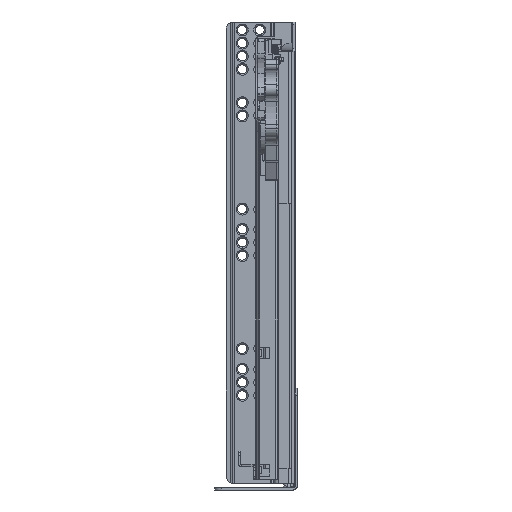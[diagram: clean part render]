
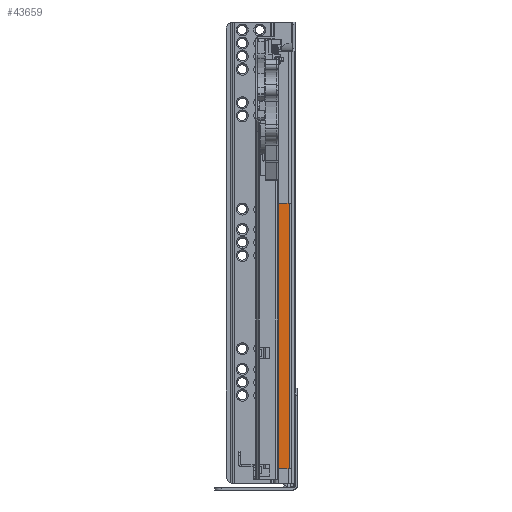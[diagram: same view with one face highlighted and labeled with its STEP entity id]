
A CAD part, left-side view. The second image highlights one B-rep face of the part: STEP entity #43659.
In plain terms, the highlighted planar face has unit normal (-1, 0, 0).
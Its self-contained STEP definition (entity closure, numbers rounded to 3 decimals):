
#1666 = CARTESIAN_POINT ( 'NONE',  ( -44.05, 5838.67, -307. ) ) ;
#4548 = DIRECTION ( 'NONE',  ( 1., 0., 0. ) ) ;
#7709 = LINE ( 'NONE', #75083, #44565 ) ;
#15274 = DIRECTION ( 'NONE',  ( 0., 0., 1. ) ) ;
#19923 = CARTESIAN_POINT ( 'NONE',  ( -44.05, -15.591, -307. ) ) ;
#26455 = DIRECTION ( 'NONE',  ( 0., -1., 0. ) ) ;
#26614 = VECTOR ( 'NONE', #26455, 1000. ) ;
#27769 = ORIENTED_EDGE ( 'NONE', *, *, #67714, .F. ) ;
#28617 = LINE ( 'NONE', #39599, #26614 ) ;
#33855 = VERTEX_POINT ( 'NONE', #19923 ) ;
#38113 = EDGE_CURVE ( 'NONE', #33855, #48367, #142301, .T. ) ;
#38616 = EDGE_CURVE ( 'NONE', #48367, #84702, #92941, .T. ) ;
#39599 = CARTESIAN_POINT ( 'NONE',  ( -44.05, 5838.67, -124.5 ) ) ;
#43659 = ADVANCED_FACE ( 'NONE', ( #99334 ), #102066, .F. ) ;
#44565 = VECTOR ( 'NONE', #74381, 1000. ) ;
#48367 = VERTEX_POINT ( 'NONE', #116809 ) ;
#57407 = EDGE_CURVE ( 'NONE', #33855, #131866, #7709, .T. ) ;
#58813 = VECTOR ( 'NONE', #15274, 1000. ) ;
#59614 = ORIENTED_EDGE ( 'NONE', *, *, #57407, .F. ) ;
#67714 = EDGE_CURVE ( 'NONE', #131866, #84702, #28617, .T. ) ;
#71976 = DIRECTION ( 'NONE',  ( 0., -1., 0. ) ) ;
#73594 = ORIENTED_EDGE ( 'NONE', *, *, #38113, .T. ) ;
#74381 = DIRECTION ( 'NONE',  ( 0., 0., 1. ) ) ;
#75083 = CARTESIAN_POINT ( 'NONE',  ( -44.05, -15.591, -307. ) ) ;
#78338 = EDGE_LOOP ( 'NONE', ( #27769, #59614, #73594, #113257 ) ) ;
#80477 = CARTESIAN_POINT ( 'NONE',  ( -44.05, -15.591, -124.5 ) ) ;
#84702 = VERTEX_POINT ( 'NONE', #101457 ) ;
#90263 = VECTOR ( 'NONE', #140856, 1000. ) ;
#92941 = LINE ( 'NONE', #126646, #58813 ) ;
#96157 = CARTESIAN_POINT ( 'NONE',  ( -44.05, 5838.67, -307. ) ) ;
#99334 = FACE_OUTER_BOUND ( 'NONE', #78338, .T. ) ;
#99584 = AXIS2_PLACEMENT_3D ( 'NONE', #1666, #4548, #71976 ) ;
#101457 = CARTESIAN_POINT ( 'NONE',  ( -44.05, -22.711, -124.5 ) ) ;
#102066 = PLANE ( 'NONE',  #99584 ) ;
#113257 = ORIENTED_EDGE ( 'NONE', *, *, #38616, .T. ) ;
#116809 = CARTESIAN_POINT ( 'NONE',  ( -44.05, -22.711, -307. ) ) ;
#126646 = CARTESIAN_POINT ( 'NONE',  ( -44.05, -22.711, -307. ) ) ;
#131866 = VERTEX_POINT ( 'NONE', #80477 ) ;
#140856 = DIRECTION ( 'NONE',  ( 0., -1., 0. ) ) ;
#142301 = LINE ( 'NONE', #96157, #90263 ) ;
